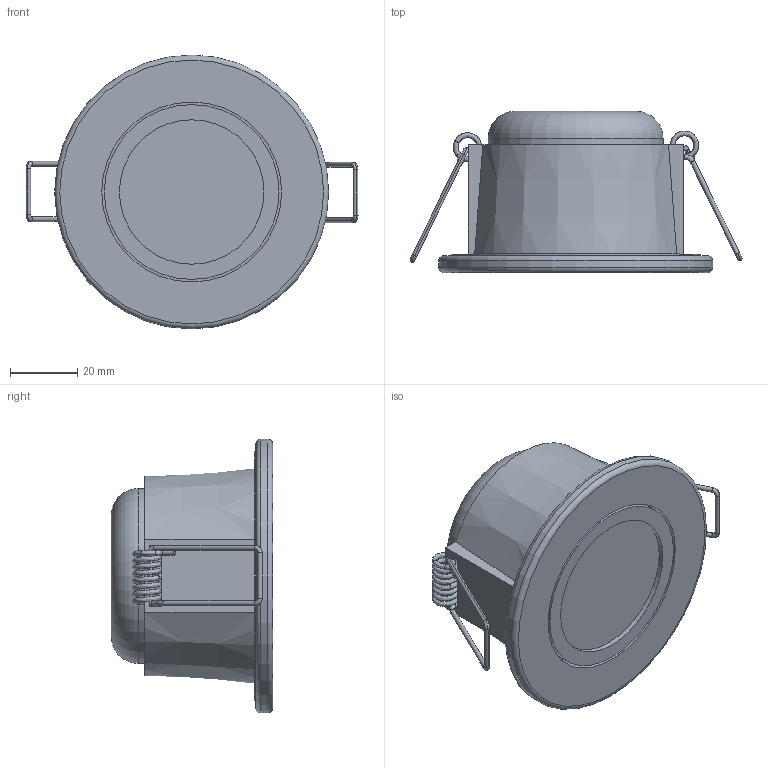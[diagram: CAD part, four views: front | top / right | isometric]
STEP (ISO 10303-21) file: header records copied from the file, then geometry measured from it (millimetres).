
FILE_DESCRIPTION (( 'STEP AP214' ), '1' );
FILE_NAME ('SPOT_COMBO_ADJUST.STEP', '2023-08-23T12:05:21', ( '' ), ( '' ), 'SwSTEP 2.0', 'SolidWorks 2022', '' );
FILE_SCHEMA (( 'AUTOMOTIVE_DESIGN' ));
Length unit declared in the file: millimetre
Products named in the file (1): SPOT_COMBO_ADJUST
Bounding box: 98.77 x 48 x 81.5 mm (x, y, z)
Volume: 140160.8 mm3; surface area: 27368.9 mm2
Topology: 4 solids, 4 shells, 84 faces, 191 edges, 120 vertices
Faces by surface type: plane 31, cylinder 24, torus 15, bspline 12, cone 2
Full cylindrical faces by diameter (mm): 1.4 x2, 43 x1, 52 x2, 53.5 x1, 74 x1, 81.5 x1
Entity records: 6369 total; most frequent: CARTESIAN_POINT 3639, DIRECTION 368, ORIENTED_EDGE 326, EDGE_CURVE 163, AXIS2_PLACEMENT_3D 150, EDGE_LOOP 116, VERTEX_POINT 115, FACE_OUTER_BOUND 107
